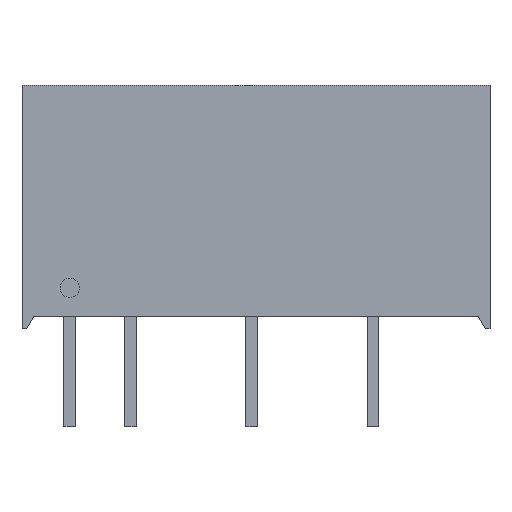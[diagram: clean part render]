
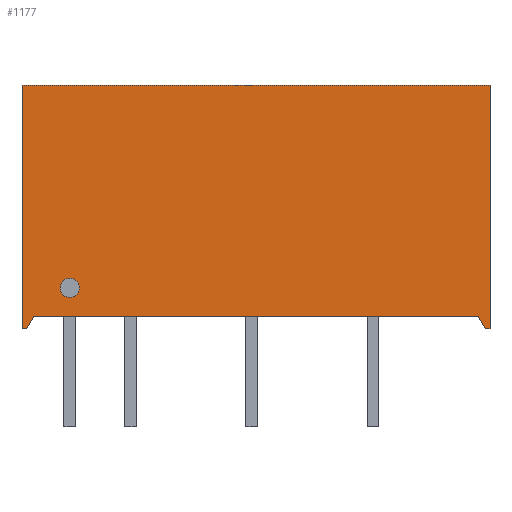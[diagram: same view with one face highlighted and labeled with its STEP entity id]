
A CAD part, top view. The second image highlights one B-rep face of the part: STEP entity #1177.
In plain terms, the highlighted planar face has unit normal (0, 0, 1).
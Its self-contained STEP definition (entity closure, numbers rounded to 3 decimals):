
#19 = DIRECTION ( 'NONE',  ( 0., 0., -1. ) ) ;
#31 = EDGE_CURVE ( 'NONE', #898, #715, #925, .T. ) ;
#62 = CARTESIAN_POINT ( 'NONE',  ( -9.8, 9.69, 6. ) ) ;
#65 = CARTESIAN_POINT ( 'NONE',  ( -7.4, 1.2, 6. ) ) ;
#97 = VECTOR ( 'NONE', #876, 1000. ) ;
#132 = AXIS2_PLACEMENT_3D ( 'NONE', #1121, #19, #946 ) ;
#177 = VECTOR ( 'NONE', #293, 1000. ) ;
#198 = ORIENTED_EDGE ( 'NONE', *, *, #929, .T. ) ;
#221 = AXIS2_PLACEMENT_3D ( 'NONE', #962, #770, #1146 ) ;
#242 = VECTOR ( 'NONE', #284, 1000. ) ;
#250 = VECTOR ( 'NONE', #319, 1000. ) ;
#257 = ORIENTED_EDGE ( 'NONE', *, *, #537, .F. ) ;
#266 = CARTESIAN_POINT ( 'NONE',  ( 9.8, 9.69, 6. ) ) ;
#275 = CARTESIAN_POINT ( 'NONE',  ( -9.8, 9.69, 6. ) ) ;
#284 = DIRECTION ( 'NONE',  ( 1., 0., 0. ) ) ;
#285 = DIRECTION ( 'NONE',  ( 0., 0., 1. ) ) ;
#293 = DIRECTION ( 'NONE',  ( 0.5, 0.866, 0. ) ) ;
#295 = ORIENTED_EDGE ( 'NONE', *, *, #31, .T. ) ;
#307 = VECTOR ( 'NONE', #938, 1000. ) ;
#311 = EDGE_LOOP ( 'NONE', ( #475, #590, #198, #999, #412, #295, #1103, #428 ) ) ;
#319 = DIRECTION ( 'NONE',  ( 0.5, -0.866, 0. ) ) ;
#336 = EDGE_CURVE ( 'NONE', #715, #509, #935, .T. ) ;
#351 = VECTOR ( 'NONE', #690, 1000. ) ;
#378 = CARTESIAN_POINT ( 'NONE',  ( -9.8, -0.51, 6. ) ) ;
#405 = VECTOR ( 'NONE', #1035, 1000. ) ;
#408 = LINE ( 'NONE', #275, #597 ) ;
#412 = ORIENTED_EDGE ( 'NONE', *, *, #1131, .T. ) ;
#428 = ORIENTED_EDGE ( 'NONE', *, *, #720, .T. ) ;
#462 = VERTEX_POINT ( 'NONE', #877 ) ;
#463 = VERTEX_POINT ( 'NONE', #65 ) ;
#475 = ORIENTED_EDGE ( 'NONE', *, *, #658, .T. ) ;
#486 = LINE ( 'NONE', #707, #177 ) ;
#509 = VERTEX_POINT ( 'NONE', #1094 ) ;
#512 = LINE ( 'NONE', #1096, #242 ) ;
#524 = ORIENTED_EDGE ( 'NONE', *, *, #1188, .F. ) ;
#532 = LINE ( 'NONE', #855, #307 ) ;
#535 = CARTESIAN_POINT ( 'NONE',  ( -7.8, 1.2, 6. ) ) ;
#537 = EDGE_CURVE ( 'NONE', #463, #729, #1019, .T. ) ;
#538 = FACE_OUTER_BOUND ( 'NONE', #311, .T. ) ;
#556 = EDGE_CURVE ( 'NONE', #784, #765, #408, .T. ) ;
#590 = ORIENTED_EDGE ( 'NONE', *, *, #556, .T. ) ;
#597 = VECTOR ( 'NONE', #806, 1000. ) ;
#636 = DIRECTION ( 'NONE',  ( 1., 0., 0. ) ) ;
#641 = CARTESIAN_POINT ( 'NONE',  ( 9.8, -0.51, 6. ) ) ;
#645 = EDGE_LOOP ( 'NONE', ( #257, #524 ) ) ;
#658 = EDGE_CURVE ( 'NONE', #1092, #784, #871, .T. ) ;
#680 = CARTESIAN_POINT ( 'NONE',  ( 9.6, -0.51, 6. ) ) ;
#690 = DIRECTION ( 'NONE',  ( 1., 0., 0. ) ) ;
#707 = CARTESIAN_POINT ( 'NONE',  ( -9.6, -0.51, 6. ) ) ;
#715 = VERTEX_POINT ( 'NONE', #860 ) ;
#720 = EDGE_CURVE ( 'NONE', #509, #1092, #886, .T. ) ;
#729 = VERTEX_POINT ( 'NONE', #987 ) ;
#754 = CARTESIAN_POINT ( 'NONE',  ( 9.8, -0.51, 6. ) ) ;
#759 = EDGE_CURVE ( 'NONE', #1158, #462, #512, .T. ) ;
#765 = VERTEX_POINT ( 'NONE', #62 ) ;
#770 = DIRECTION ( 'NONE',  ( 0., 0., 1. ) ) ;
#773 = CARTESIAN_POINT ( 'NONE',  ( -9.306, 0., 6. ) ) ;
#784 = VERTEX_POINT ( 'NONE', #266 ) ;
#806 = DIRECTION ( 'NONE',  ( -1., 0., 0. ) ) ;
#809 = FACE_BOUND ( 'NONE', #645, .T. ) ;
#815 = CARTESIAN_POINT ( 'NONE',  ( -9.306, 0., 6. ) ) ;
#855 = CARTESIAN_POINT ( 'NONE',  ( -9.8, -0.51, 6. ) ) ;
#860 = CARTESIAN_POINT ( 'NONE',  ( 9.306, 0., 6. ) ) ;
#871 = LINE ( 'NONE', #754, #405 ) ;
#876 = DIRECTION ( 'NONE',  ( 1., 0., 0. ) ) ;
#877 = CARTESIAN_POINT ( 'NONE',  ( -9.6, -0.51, 6. ) ) ;
#886 = LINE ( 'NONE', #1133, #351 ) ;
#898 = VERTEX_POINT ( 'NONE', #815 ) ;
#925 = LINE ( 'NONE', #773, #97 ) ;
#929 = EDGE_CURVE ( 'NONE', #765, #1158, #532, .T. ) ;
#935 = LINE ( 'NONE', #680, #250 ) ;
#938 = DIRECTION ( 'NONE',  ( 0., -1., 0. ) ) ;
#940 = PLANE ( 'NONE',  #132 ) ;
#942 = AXIS2_PLACEMENT_3D ( 'NONE', #535, #285, #636 ) ;
#946 = DIRECTION ( 'NONE',  ( -1., 0., 0. ) ) ;
#962 = CARTESIAN_POINT ( 'NONE',  ( -7.8, 1.2, 6. ) ) ;
#987 = CARTESIAN_POINT ( 'NONE',  ( -8.2, 1.2, 6. ) ) ;
#999 = ORIENTED_EDGE ( 'NONE', *, *, #759, .T. ) ;
#1019 = CIRCLE ( 'NONE', #942, 0.4 ) ;
#1035 = DIRECTION ( 'NONE',  ( 0., 1., 0. ) ) ;
#1067 = CIRCLE ( 'NONE', #221, 0.4 ) ;
#1092 = VERTEX_POINT ( 'NONE', #641 ) ;
#1094 = CARTESIAN_POINT ( 'NONE',  ( 9.6, -0.51, 6. ) ) ;
#1096 = CARTESIAN_POINT ( 'NONE',  ( -9.6, -0.51, 6. ) ) ;
#1103 = ORIENTED_EDGE ( 'NONE', *, *, #336, .T. ) ;
#1121 = CARTESIAN_POINT ( 'NONE',  ( 9.8, 9.69, 6. ) ) ;
#1131 = EDGE_CURVE ( 'NONE', #462, #898, #486, .T. ) ;
#1133 = CARTESIAN_POINT ( 'NONE',  ( 9.6, -0.51, 6. ) ) ;
#1146 = DIRECTION ( 'NONE',  ( 1., 0., 0. ) ) ;
#1158 = VERTEX_POINT ( 'NONE', #378 ) ;
#1177 = ADVANCED_FACE ( 'NONE', ( #809, #538 ), #940, .F. ) ;
#1188 = EDGE_CURVE ( 'NONE', #729, #463, #1067, .T. ) ;
